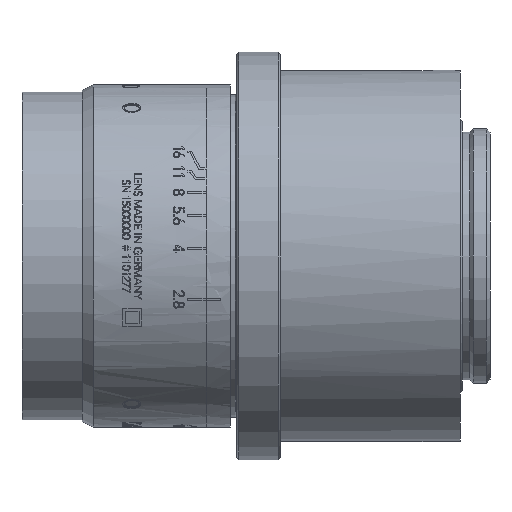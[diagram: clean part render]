
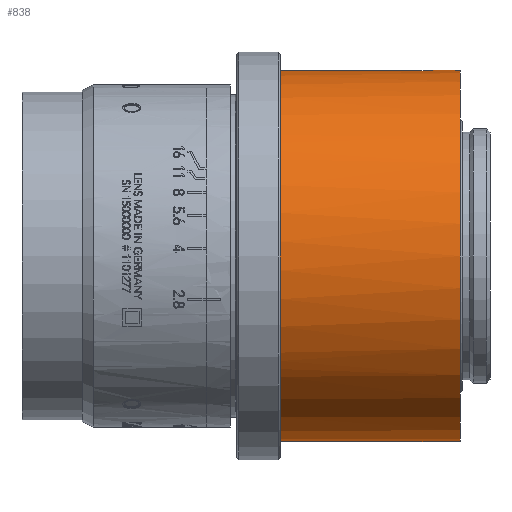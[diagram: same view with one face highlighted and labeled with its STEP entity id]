
A CAD part, front view. The second image highlights one B-rep face of the part: STEP entity #838.
In plain terms, the highlighted cylindrical face has radius 25.5 mm (diameter 51 mm), a full revolution.
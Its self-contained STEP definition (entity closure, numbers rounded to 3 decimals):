
#838=ADVANCED_FACE('',(#2194,#2195),#1227,.T.);
#1227=CYLINDRICAL_SURFACE('',#9946,25.5);
#1316=CIRCLE('',#9934,25.5);
#1317=CIRCLE('',#9936,25.5);
#1318=CIRCLE('',#9937,25.5);
#1319=CIRCLE('',#9938,25.5);
#1320=CIRCLE('',#9939,25.5);
#1321=CIRCLE('',#9940,25.5);
#1322=CIRCLE('',#9941,25.5);
#1323=CIRCLE('',#9942,25.5);
#1324=CIRCLE('',#9943,25.5);
#1325=CIRCLE('',#9944,25.5);
#1326=CIRCLE('',#9945,25.5);
#2194=FACE_BOUND('',#2709,.T.);
#2195=FACE_BOUND('',#2710,.T.);
#2709=EDGE_LOOP('',(#4898,#4899,#4900,#4901,#4902,#4903,#4904,#4905,#4906,
#4907));
#2710=EDGE_LOOP('',(#4908));
#4898=ORIENTED_EDGE('',*,*,#8177,.T.);
#4899=ORIENTED_EDGE('',*,*,#8178,.T.);
#4900=ORIENTED_EDGE('',*,*,#8179,.T.);
#4901=ORIENTED_EDGE('',*,*,#8180,.T.);
#4902=ORIENTED_EDGE('',*,*,#8181,.T.);
#4903=ORIENTED_EDGE('',*,*,#8182,.T.);
#4904=ORIENTED_EDGE('',*,*,#8183,.T.);
#4905=ORIENTED_EDGE('',*,*,#8184,.T.);
#4906=ORIENTED_EDGE('',*,*,#8185,.T.);
#4907=ORIENTED_EDGE('',*,*,#8186,.T.);
#4908=ORIENTED_EDGE('',*,*,#8176,.F.);
#6860=VERTEX_POINT('',#17932);
#6861=VERTEX_POINT('',#17935);
#6862=VERTEX_POINT('',#17936);
#6863=VERTEX_POINT('',#17938);
#6864=VERTEX_POINT('',#17940);
#6865=VERTEX_POINT('',#17942);
#6866=VERTEX_POINT('',#17944);
#6867=VERTEX_POINT('',#17946);
#6868=VERTEX_POINT('',#17948);
#6869=VERTEX_POINT('',#17950);
#6870=VERTEX_POINT('',#17952);
#8176=EDGE_CURVE('',#6860,#6860,#1316,.T.);
#8177=EDGE_CURVE('',#6861,#6862,#1317,.T.);
#8178=EDGE_CURVE('',#6862,#6863,#1318,.T.);
#8179=EDGE_CURVE('',#6863,#6864,#1319,.T.);
#8180=EDGE_CURVE('',#6864,#6865,#1320,.T.);
#8181=EDGE_CURVE('',#6865,#6866,#1321,.T.);
#8182=EDGE_CURVE('',#6866,#6867,#1322,.T.);
#8183=EDGE_CURVE('',#6867,#6868,#1323,.T.);
#8184=EDGE_CURVE('',#6868,#6869,#1324,.T.);
#8185=EDGE_CURVE('',#6869,#6870,#1325,.T.);
#8186=EDGE_CURVE('',#6870,#6861,#1326,.T.);
#9934=AXIS2_PLACEMENT_3D('',#17931,#10886,#10887);
#9936=AXIS2_PLACEMENT_3D('',#17934,#10890,#10891);
#9937=AXIS2_PLACEMENT_3D('',#17937,#10892,#10893);
#9938=AXIS2_PLACEMENT_3D('',#17939,#10894,#10895);
#9939=AXIS2_PLACEMENT_3D('',#17941,#10896,#10897);
#9940=AXIS2_PLACEMENT_3D('',#17943,#10898,#10899);
#9941=AXIS2_PLACEMENT_3D('',#17945,#10900,#10901);
#9942=AXIS2_PLACEMENT_3D('',#17947,#10902,#10903);
#9943=AXIS2_PLACEMENT_3D('',#17949,#10904,#10905);
#9944=AXIS2_PLACEMENT_3D('',#17951,#10906,#10907);
#9945=AXIS2_PLACEMENT_3D('',#17953,#10908,#10909);
#9946=AXIS2_PLACEMENT_3D('',#17954,#10910,#10911);
#10886=DIRECTION('',(1.,0.,0.));
#10887=DIRECTION('',(0.,0.,-1.));
#10890=DIRECTION('',(1.,0.,0.));
#10891=DIRECTION('',(0.,0.,-1.));
#10892=DIRECTION('',(1.,0.,0.));
#10893=DIRECTION('',(0.,0.,-1.));
#10894=DIRECTION('',(1.,0.,0.));
#10895=DIRECTION('',(0.,0.,-1.));
#10896=DIRECTION('',(1.,0.,0.));
#10897=DIRECTION('',(0.,0.,-1.));
#10898=DIRECTION('',(1.,0.,0.));
#10899=DIRECTION('',(0.,0.,-1.));
#10900=DIRECTION('',(1.,0.,0.));
#10901=DIRECTION('',(0.,0.,-1.));
#10902=DIRECTION('',(1.,0.,0.));
#10903=DIRECTION('',(0.,0.,-1.));
#10904=DIRECTION('',(1.,0.,0.));
#10905=DIRECTION('',(0.,0.,-1.));
#10906=DIRECTION('',(1.,0.,0.));
#10907=DIRECTION('',(0.,0.,-1.));
#10908=DIRECTION('',(1.,0.,0.));
#10909=DIRECTION('',(0.,0.,-1.));
#10910=DIRECTION('',(1.,0.,0.));
#10911=DIRECTION('',(0.,0.,-1.));
#17931=CARTESIAN_POINT('',(-17.82,0.,0.));
#17932=CARTESIAN_POINT('',(-17.82,0.,-25.5));
#17934=CARTESIAN_POINT('',(-42.52,0.,0.));
#17935=CARTESIAN_POINT('',(-42.52,5.895,-24.809));
#17936=CARTESIAN_POINT('',(-42.52,9.813,-23.536));
#17937=CARTESIAN_POINT('',(-42.52,0.,0.));
#17938=CARTESIAN_POINT('',(-42.52,25.489,-0.75));
#17939=CARTESIAN_POINT('',(-42.52,0.,0.));
#17940=CARTESIAN_POINT('',(-42.52,25.489,0.75));
#17941=CARTESIAN_POINT('',(-42.52,0.,0.));
#17942=CARTESIAN_POINT('',(-42.52,9.813,23.536));
#17943=CARTESIAN_POINT('',(-42.52,0.,0.));
#17944=CARTESIAN_POINT('',(-42.52,5.895,24.809));
#17945=CARTESIAN_POINT('',(-42.52,0.,0.));
#17946=CARTESIAN_POINT('',(-42.52,-19.352,16.606));
#17947=CARTESIAN_POINT('',(-42.52,0.,0.));
#17948=CARTESIAN_POINT('',(-42.52,-21.773,13.273));
#17949=CARTESIAN_POINT('',(-42.52,0.,0.));
#17950=CARTESIAN_POINT('',(-42.52,-21.773,-13.273));
#17951=CARTESIAN_POINT('',(-42.52,0.,0.));
#17952=CARTESIAN_POINT('',(-42.52,-19.352,-16.606));
#17953=CARTESIAN_POINT('',(-42.52,0.,0.));
#17954=CARTESIAN_POINT('',(0.,0.,0.));
